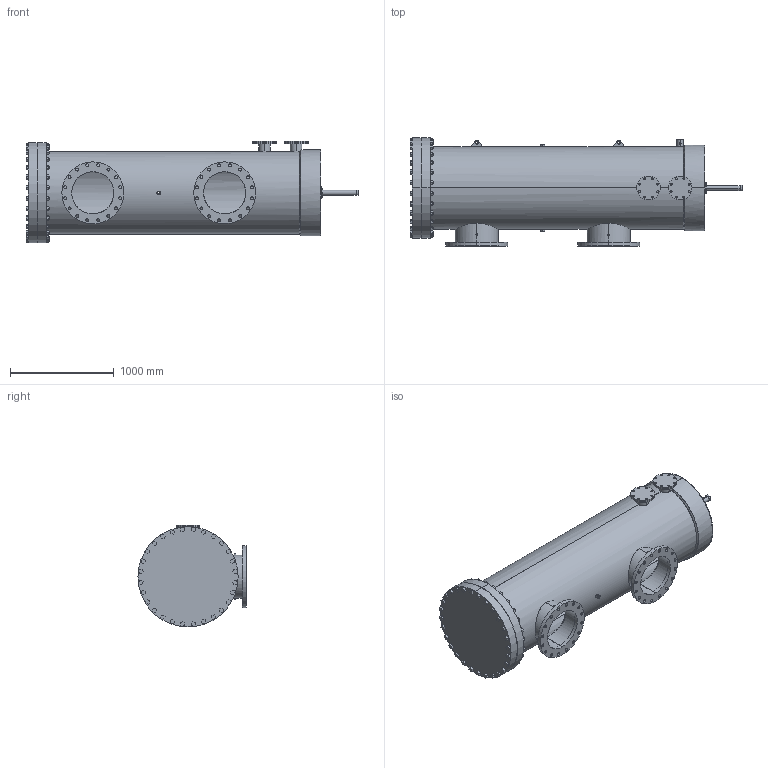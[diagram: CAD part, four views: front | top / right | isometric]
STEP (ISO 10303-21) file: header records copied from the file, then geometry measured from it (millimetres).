
FILE_DESCRIPTION (( 'STEP AP203' ), '1' );
FILE_NAME ('H16-FRP-180.STEP', '2020-09-17T14:09:40', ( '' ), ( '' ), 'SwSTEP 2.0', 'SolidWorks 2018', '' );
FILE_SCHEMA (( 'CONFIG_CONTROL_DESIGN' ));
Length unit declared in the file: inch
Products named in the file (1): H16-FRP-180
Bounding box: 3197.47 x 1041.4 x 981.41 mm (x, y, z)
Volume: 133970053.1 mm3; surface area: 19602166 mm2
Topology: 34 solids, 34 shells, 1040 faces, 2606 edges, 1736 vertices
Faces by surface type: plane 566, cylinder 470, cone 4
Entity records: 34577 total; most frequent: CARTESIAN_POINT 8301, DIRECTION 5480, ORIENTED_EDGE 5212, EDGE_CURVE 2606, AXIS2_PLACEMENT_3D 1929, VERTEX_POINT 1736, LINE 1622, VECTOR 1622
